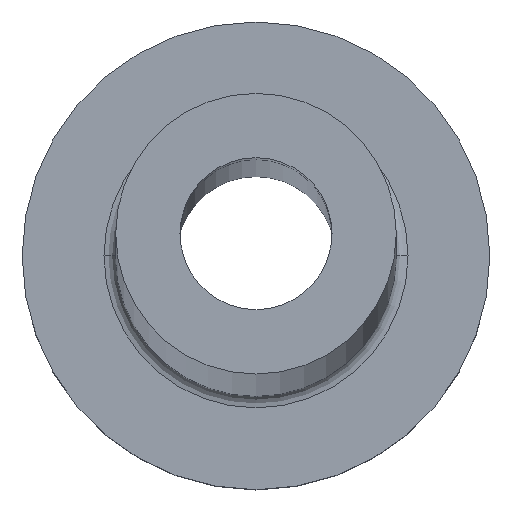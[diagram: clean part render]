
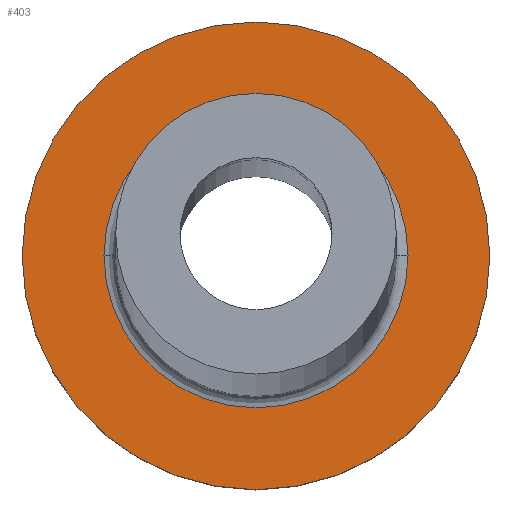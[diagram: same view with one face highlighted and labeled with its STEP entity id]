
A CAD part, top view. The second image highlights one B-rep face of the part: STEP entity #403.
In plain terms, the highlighted planar face has unit normal (0, 0, 1).
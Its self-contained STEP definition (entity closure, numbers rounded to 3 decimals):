
#1 = ORIENTED_EDGE ( 'NONE', *, *, #207, .T. ) ;
#5 = CIRCLE ( 'NONE', #128, 10. ) ;
#33 = EDGE_CURVE ( 'NONE', #199, #226, #133, .T. ) ;
#53 = DIRECTION ( 'NONE',  ( 1., 0., 0. ) ) ;
#54 = PLANE ( 'NONE',  #412 ) ;
#55 = FACE_BOUND ( 'NONE', #248, .T. ) ;
#57 = DIRECTION ( 'NONE',  ( 1., 0., 0. ) ) ;
#59 = CARTESIAN_POINT ( 'NONE',  ( 0., 0., 7. ) ) ;
#72 = ORIENTED_EDGE ( 'NONE', *, *, #115, .T. ) ;
#73 = CARTESIAN_POINT ( 'NONE',  ( -6.5, 0., 7. ) ) ;
#93 = CARTESIAN_POINT ( 'NONE',  ( 0., 0., 7. ) ) ;
#104 = CARTESIAN_POINT ( 'NONE',  ( 10., 0., 7. ) ) ;
#115 = EDGE_CURVE ( 'NONE', #190, #345, #5, .T. ) ;
#117 = CARTESIAN_POINT ( 'NONE',  ( 0., 0., 7. ) ) ;
#128 = AXIS2_PLACEMENT_3D ( 'NONE', #166, #298, #266 ) ;
#133 = CIRCLE ( 'NONE', #457, 6.5 ) ;
#149 = ORIENTED_EDGE ( 'NONE', *, *, #33, .T. ) ;
#155 = DIRECTION ( 'NONE',  ( 0., 0., -1. ) ) ;
#166 = CARTESIAN_POINT ( 'NONE',  ( 0., 0., 7. ) ) ;
#180 = AXIS2_PLACEMENT_3D ( 'NONE', #59, #307, #57 ) ;
#190 = VERTEX_POINT ( 'NONE', #258 ) ;
#199 = VERTEX_POINT ( 'NONE', #73 ) ;
#201 = DIRECTION ( 'NONE',  ( 1., 0., 0. ) ) ;
#207 = EDGE_CURVE ( 'NONE', #226, #199, #284, .T. ) ;
#226 = VERTEX_POINT ( 'NONE', #304 ) ;
#228 = ORIENTED_EDGE ( 'NONE', *, *, #244, .T. ) ;
#229 = DIRECTION ( 'NONE',  ( 0., 0., -1. ) ) ;
#237 = FACE_OUTER_BOUND ( 'NONE', #350, .T. ) ;
#244 = EDGE_CURVE ( 'NONE', #345, #190, #407, .T. ) ;
#248 = EDGE_LOOP ( 'NONE', ( #1, #149 ) ) ;
#258 = CARTESIAN_POINT ( 'NONE',  ( -10., 0., 7. ) ) ;
#266 = DIRECTION ( 'NONE',  ( 1., 0., 0. ) ) ;
#269 = AXIS2_PLACEMENT_3D ( 'NONE', #117, #155, #53 ) ;
#284 = CIRCLE ( 'NONE', #269, 6.5 ) ;
#298 = DIRECTION ( 'NONE',  ( 0., 0., 1. ) ) ;
#304 = CARTESIAN_POINT ( 'NONE',  ( 6.5, 0., 7. ) ) ;
#307 = DIRECTION ( 'NONE',  ( 0., 0., 1. ) ) ;
#345 = VERTEX_POINT ( 'NONE', #104 ) ;
#350 = EDGE_LOOP ( 'NONE', ( #72, #228 ) ) ;
#370 = DIRECTION ( 'NONE',  ( 0., 0., 1. ) ) ;
#401 = DIRECTION ( 'NONE',  ( 1., 0., 0. ) ) ;
#403 = ADVANCED_FACE ( 'NONE', ( #55, #237 ), #54, .T. ) ;
#407 = CIRCLE ( 'NONE', #180, 10. ) ;
#412 = AXIS2_PLACEMENT_3D ( 'NONE', #93, #370, #201 ) ;
#435 = CARTESIAN_POINT ( 'NONE',  ( 0., 0., 7. ) ) ;
#457 = AXIS2_PLACEMENT_3D ( 'NONE', #435, #229, #401 ) ;
